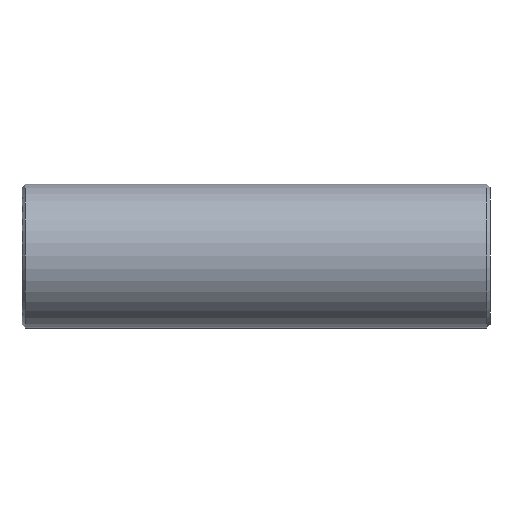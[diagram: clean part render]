
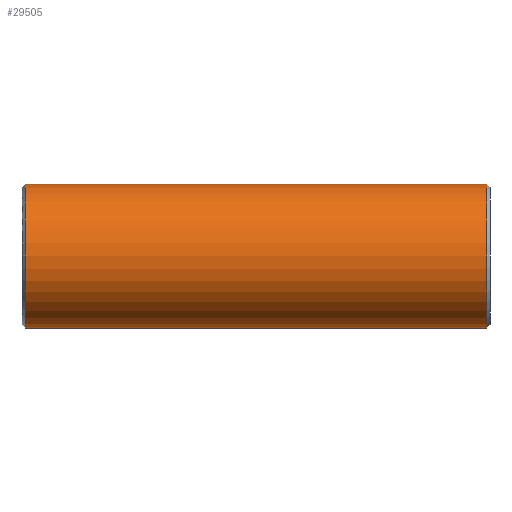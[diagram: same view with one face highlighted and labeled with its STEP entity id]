
A CAD part, front view. The second image highlights one B-rep face of the part: STEP entity #29505.
In plain terms, the highlighted cylindrical face has radius 6.25 mm (diameter 12.5 mm), a full revolution.
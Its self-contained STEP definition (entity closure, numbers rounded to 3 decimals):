
#237 = CONICAL_SURFACE('',#238,6.25,0.785);
#238 = AXIS2_PLACEMENT_3D('',#239,#240,#241);
#239 = CARTESIAN_POINT('',(0.3,0.,0.));
#240 = DIRECTION('',(1.,0.,0.));
#241 = DIRECTION('',(0.,0.,1.));
#11051 = VERTEX_POINT('',#11052);
#11052 = CARTESIAN_POINT('',(0.3,0.,6.25));
#11075 = EDGE_CURVE('',#11051,#11051,#11076,.T.);
#11076 = SURFACE_CURVE('',#11077,(#11082,#11089),.PCURVE_S1.);
#11077 = CIRCLE('',#11078,6.25);
#11078 = AXIS2_PLACEMENT_3D('',#11079,#11080,#11081);
#11079 = CARTESIAN_POINT('',(0.3,0.,0.));
#11080 = DIRECTION('',(1.,0.,0.));
#11081 = DIRECTION('',(0.,0.,1.));
#11082 = PCURVE('',#237,#11083);
#11083 = DEFINITIONAL_REPRESENTATION('',(#11084),#11088);
#11084 = LINE('',#11085,#11086);
#11085 = CARTESIAN_POINT('',(0.,0.));
#11086 = VECTOR('',#11087,1.);
#11087 = DIRECTION('',(1.,0.));
#11088 = ( GEOMETRIC_REPRESENTATION_CONTEXT(2) 
PARAMETRIC_REPRESENTATION_CONTEXT() REPRESENTATION_CONTEXT('2D SPACE',''
  ) );
#11089 = PCURVE('',#11090,#11095);
#11090 = CYLINDRICAL_SURFACE('',#11091,6.25);
#11091 = AXIS2_PLACEMENT_3D('',#11092,#11093,#11094);
#11092 = CARTESIAN_POINT('',(0.,0.,0.));
#11093 = DIRECTION('',(1.,0.,0.));
#11094 = DIRECTION('',(0.,0.,1.));
#11095 = DEFINITIONAL_REPRESENTATION('',(#11096),#11100);
#11096 = LINE('',#11097,#11098);
#11097 = CARTESIAN_POINT('',(0.,0.3));
#11098 = VECTOR('',#11099,1.);
#11099 = DIRECTION('',(1.,0.));
#11100 = ( GEOMETRIC_REPRESENTATION_CONTEXT(2) 
PARAMETRIC_REPRESENTATION_CONTEXT() REPRESENTATION_CONTEXT('2D SPACE',''
  ) );
#29505 = ADVANCED_FACE('',(#29506),#11090,.T.);
#29506 = FACE_BOUND('',#29507,.T.);
#29507 = EDGE_LOOP('',(#29508,#29531,#29532,#29533));
#29508 = ORIENTED_EDGE('',*,*,#29509,.F.);
#29509 = EDGE_CURVE('',#11051,#29510,#29512,.T.);
#29510 = VERTEX_POINT('',#29511);
#29511 = CARTESIAN_POINT('',(40.325,0.,6.25));
#29512 = SEAM_CURVE('',#29513,(#29517,#29524),.PCURVE_S1.);
#29513 = LINE('',#29514,#29515);
#29514 = CARTESIAN_POINT('',(0.,0.,6.25));
#29515 = VECTOR('',#29516,1.);
#29516 = DIRECTION('',(1.,0.,0.));
#29517 = PCURVE('',#11090,#29518);
#29518 = DEFINITIONAL_REPRESENTATION('',(#29519),#29523);
#29519 = LINE('',#29520,#29521);
#29520 = CARTESIAN_POINT('',(0.,0.));
#29521 = VECTOR('',#29522,1.);
#29522 = DIRECTION('',(0.,1.));
#29523 = ( GEOMETRIC_REPRESENTATION_CONTEXT(2) 
PARAMETRIC_REPRESENTATION_CONTEXT() REPRESENTATION_CONTEXT('2D SPACE',''
  ) );
#29524 = PCURVE('',#11090,#29525);
#29525 = DEFINITIONAL_REPRESENTATION('',(#29526),#29530);
#29526 = LINE('',#29527,#29528);
#29527 = CARTESIAN_POINT('',(6.283,0.));
#29528 = VECTOR('',#29529,1.);
#29529 = DIRECTION('',(0.,1.));
#29530 = ( GEOMETRIC_REPRESENTATION_CONTEXT(2) 
PARAMETRIC_REPRESENTATION_CONTEXT() REPRESENTATION_CONTEXT('2D SPACE',''
  ) );
#29531 = ORIENTED_EDGE('',*,*,#11075,.T.);
#29532 = ORIENTED_EDGE('',*,*,#29509,.T.);
#29533 = ORIENTED_EDGE('',*,*,#29534,.F.);
#29534 = EDGE_CURVE('',#29510,#29510,#29535,.T.);
#29535 = SURFACE_CURVE('',#29536,(#29541,#29548),.PCURVE_S1.);
#29536 = CIRCLE('',#29537,6.25);
#29537 = AXIS2_PLACEMENT_3D('',#29538,#29539,#29540);
#29538 = CARTESIAN_POINT('',(40.325,0.,0.));
#29539 = DIRECTION('',(1.,0.,0.));
#29540 = DIRECTION('',(0.,0.,1.));
#29541 = PCURVE('',#11090,#29542);
#29542 = DEFINITIONAL_REPRESENTATION('',(#29543),#29547);
#29543 = LINE('',#29544,#29545);
#29544 = CARTESIAN_POINT('',(0.,40.325));
#29545 = VECTOR('',#29546,1.);
#29546 = DIRECTION('',(1.,0.));
#29547 = ( GEOMETRIC_REPRESENTATION_CONTEXT(2) 
PARAMETRIC_REPRESENTATION_CONTEXT() REPRESENTATION_CONTEXT('2D SPACE',''
  ) );
#29548 = PCURVE('',#29549,#29554);
#29549 = CONICAL_SURFACE('',#29550,6.25,0.785);
#29550 = AXIS2_PLACEMENT_3D('',#29551,#29552,#29553);
#29551 = CARTESIAN_POINT('',(40.325,0.,0.));
#29552 = DIRECTION('',(-1.,-0.,-0.));
#29553 = DIRECTION('',(0.,0.,1.));
#29554 = DEFINITIONAL_REPRESENTATION('',(#29555),#29559);
#29555 = LINE('',#29556,#29557);
#29556 = CARTESIAN_POINT('',(-0.,-0.));
#29557 = VECTOR('',#29558,1.);
#29558 = DIRECTION('',(-1.,-0.));
#29559 = ( GEOMETRIC_REPRESENTATION_CONTEXT(2) 
PARAMETRIC_REPRESENTATION_CONTEXT() REPRESENTATION_CONTEXT('2D SPACE',''
  ) );
